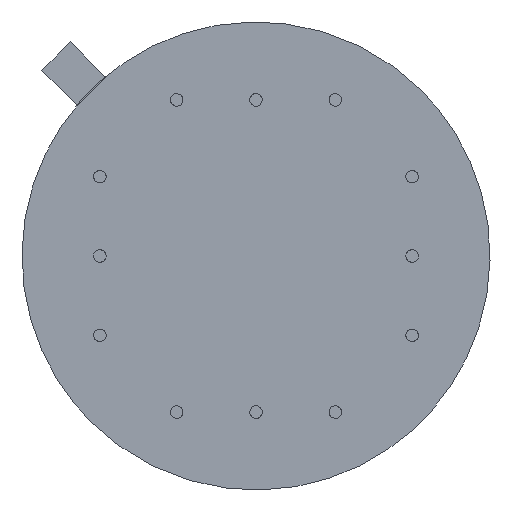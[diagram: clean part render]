
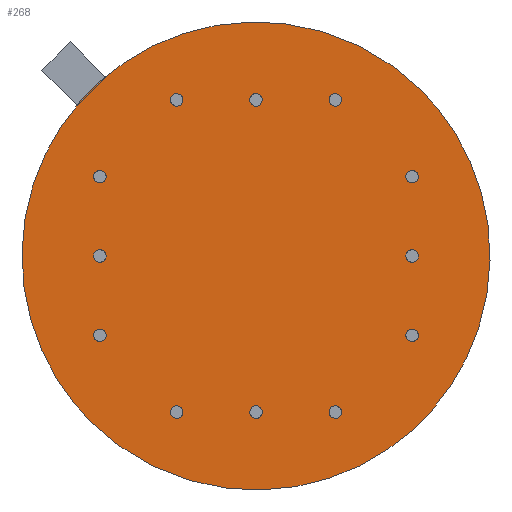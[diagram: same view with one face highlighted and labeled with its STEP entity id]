
A CAD part, front view. The second image highlights one B-rep face of the part: STEP entity #268.
In plain terms, the highlighted planar face has unit normal (0, -1, 0).
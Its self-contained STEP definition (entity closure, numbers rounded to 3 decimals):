
#268=ADVANCED_FACE('',(#333),#898,.T.);
#333=FACE_OUTER_BOUND('',#398,.T.);
#398=EDGE_LOOP('',(#582,#583));
#582=ORIENTED_EDGE('',*,*,#700,.T.);
#583=ORIENTED_EDGE('',*,*,#703,.T.);
#700=EDGE_CURVE('',#861,#863,#800,.T.);
#703=EDGE_CURVE('',#863,#861,#803,.T.);
#800=(
BOUNDED_CURVE()
B_SPLINE_CURVE(2,(#1949,#1950,#1951,#1952,#1953),.UNSPECIFIED.,.F.,.F.)
B_SPLINE_CURVE_WITH_KNOTS((3,2,3),(0.,7.383,14.765),
 .UNSPECIFIED.)
CURVE()
GEOMETRIC_REPRESENTATION_ITEM()
RATIONAL_B_SPLINE_CURVE((1.,0.707,1.,0.707,1.))
REPRESENTATION_ITEM('')
);
#803=(
BOUNDED_CURVE()
B_SPLINE_CURVE(2,(#1961,#1962,#1963,#1964,#1965),.UNSPECIFIED.,.F.,.F.)
B_SPLINE_CURVE_WITH_KNOTS((3,2,3),(14.765,22.148,29.531),
 .UNSPECIFIED.)
CURVE()
GEOMETRIC_REPRESENTATION_ITEM()
RATIONAL_B_SPLINE_CURVE((1.,0.707,1.,0.707,1.))
REPRESENTATION_ITEM('')
);
#861=VERTEX_POINT('',#1939);
#863=VERTEX_POINT('',#1941);
#898=PLANE('',#983);
#983=AXIS2_PLACEMENT_3D('',#1927,#1025,$);
#1025=DIRECTION('',(0.,-1.,0.));
#1927=CARTESIAN_POINT('',(0.,0.,-13.252));
#1939=CARTESIAN_POINT('',(5.301,0.,5.301));
#1941=CARTESIAN_POINT('',(-5.301,0.,-5.301));
#1949=CARTESIAN_POINT('',(5.301,0.,5.301));
#1950=CARTESIAN_POINT('',(0.,0.,10.602));
#1951=CARTESIAN_POINT('',(-5.301,0.,5.301));
#1952=CARTESIAN_POINT('',(-10.602,0.,0.));
#1953=CARTESIAN_POINT('',(-5.301,0.,-5.301));
#1961=CARTESIAN_POINT('',(-5.301,0.,-5.301));
#1962=CARTESIAN_POINT('',(0.,0.,-10.602));
#1963=CARTESIAN_POINT('',(5.301,0.,-5.301));
#1964=CARTESIAN_POINT('',(10.602,0.,0.));
#1965=CARTESIAN_POINT('',(5.301,0.,5.301));
